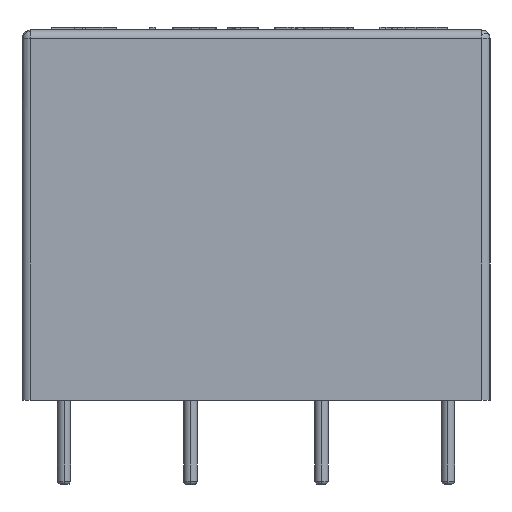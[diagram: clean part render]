
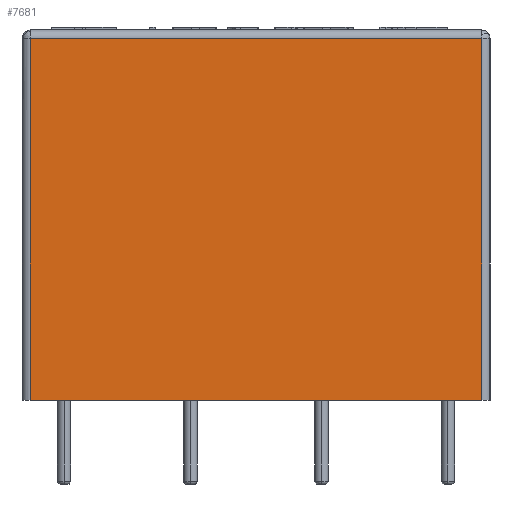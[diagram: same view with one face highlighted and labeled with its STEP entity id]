
A CAD part, left-side view. The second image highlights one B-rep face of the part: STEP entity #7681.
In plain terms, the highlighted planar face has unit normal (-1, 0, 0).
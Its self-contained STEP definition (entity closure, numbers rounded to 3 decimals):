
#241 = ORIENTED_EDGE ( 'NONE', *, *, #38371, .T. ) ;
#1091 = VECTOR ( 'NONE', #8935, 1000. ) ;
#1460 = LINE ( 'NONE', #27977, #22161 ) ;
#3116 = LINE ( 'NONE', #5912, #1091 ) ;
#5223 = AXIS2_PLACEMENT_3D ( 'NONE', #16591, #6213, #28874 ) ;
#5912 = CARTESIAN_POINT ( 'NONE',  ( 0., -27.3, 0. ) ) ;
#6213 = DIRECTION ( 'NONE',  ( -1., 0., 0. ) ) ;
#6643 = DIRECTION ( 'NONE',  ( 0., 0., -1. ) ) ;
#7038 = VERTEX_POINT ( 'NONE', #20335 ) ;
#7681 = ADVANCED_FACE ( 'NONE', ( #35790 ), #39452, .T. ) ;
#8733 = VERTEX_POINT ( 'NONE', #24737 ) ;
#8935 = DIRECTION ( 'NONE',  ( 0., 0., 1. ) ) ;
#12504 = DIRECTION ( 'NONE',  ( 0., -1., 0. ) ) ;
#12677 = LINE ( 'NONE', #36208, #36460 ) ;
#13731 = EDGE_CURVE ( 'NONE', #7038, #16179, #1460, .T. ) ;
#14452 = EDGE_CURVE ( 'NONE', #16179, #14712, #12677, .T. ) ;
#14712 = VERTEX_POINT ( 'NONE', #32271 ) ;
#15988 = CARTESIAN_POINT ( 'NONE',  ( 0., -13.9, 0. ) ) ;
#16179 = VERTEX_POINT ( 'NONE', #18376 ) ;
#16234 = EDGE_CURVE ( 'NONE', #14712, #8733, #41882, .T. ) ;
#16591 = CARTESIAN_POINT ( 'NONE',  ( 0., 0., 0. ) ) ;
#17139 = EDGE_LOOP ( 'NONE', ( #36780, #40157, #28111, #241 ) ) ;
#18376 = CARTESIAN_POINT ( 'NONE',  ( 0., -0.5, 21.5 ) ) ;
#20335 = CARTESIAN_POINT ( 'NONE',  ( 0., -27.3, 21.5 ) ) ;
#22161 = VECTOR ( 'NONE', #34877, 1000. ) ;
#24737 = CARTESIAN_POINT ( 'NONE',  ( 0., -27.3, 0. ) ) ;
#27977 = CARTESIAN_POINT ( 'NONE',  ( 0., 0., 21.5 ) ) ;
#28111 = ORIENTED_EDGE ( 'NONE', *, *, #16234, .T. ) ;
#28874 = DIRECTION ( 'NONE',  ( 0., 0., 1. ) ) ;
#32271 = CARTESIAN_POINT ( 'NONE',  ( 0., -0.5, 0. ) ) ;
#34877 = DIRECTION ( 'NONE',  ( 0., 1., 0. ) ) ;
#35790 = FACE_OUTER_BOUND ( 'NONE', #17139, .T. ) ;
#36208 = CARTESIAN_POINT ( 'NONE',  ( 0., -0.5, 0. ) ) ;
#36460 = VECTOR ( 'NONE', #6643, 1000. ) ;
#36780 = ORIENTED_EDGE ( 'NONE', *, *, #13731, .T. ) ;
#37926 = VECTOR ( 'NONE', #12504, 1000. ) ;
#38371 = EDGE_CURVE ( 'NONE', #8733, #7038, #3116, .T. ) ;
#39452 = PLANE ( 'NONE',  #5223 ) ;
#40157 = ORIENTED_EDGE ( 'NONE', *, *, #14452, .T. ) ;
#41882 = LINE ( 'NONE', #15988, #37926 ) ;
